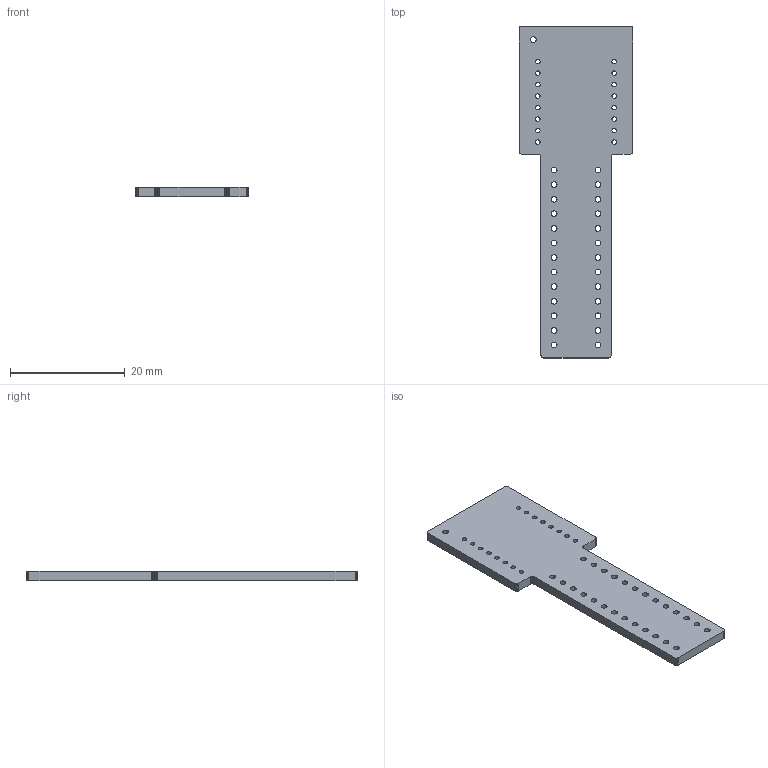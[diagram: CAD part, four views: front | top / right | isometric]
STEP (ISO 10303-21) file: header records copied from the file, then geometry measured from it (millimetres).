
FILE_DESCRIPTION(('PTSolns LoRa Key'),'2;1');
FILE_NAME( 'PTSolns_LoRa_Key.step', '2025-02-14T10:30:50', ('PTSolns'), (''), 'v1.0', '', '');
FILE_SCHEMA(('AUTOMOTIVE_DESIGN { 1 0 10303 214 1 1 1 1 }'));
Length unit declared in the file: millimetre
Products named in the file (1): PTSolns_LoRa_Key
Bounding box: 19.83 x 57.85 x 1.6 mm (x, y, z)
Volume: 1356.3 mm3; surface area: 2141.3 mm2
Topology: 1 solids, 1 shells, 99 faces, 291 edges, 194 vertices
Faces by surface type: plane 56, cylinder 43
Full cylindrical faces by diameter (mm): 0.8 x16, 1 x27
Entity records: 3505 total; most frequent: CARTESIAN_POINT 585, ORIENTED_EDGE 582, DIRECTION 577, EDGE_CURVE 291, LINE 205, VECTOR 205, VERTEX_POINT 194, AXIS2_PLACEMENT_3D 186
